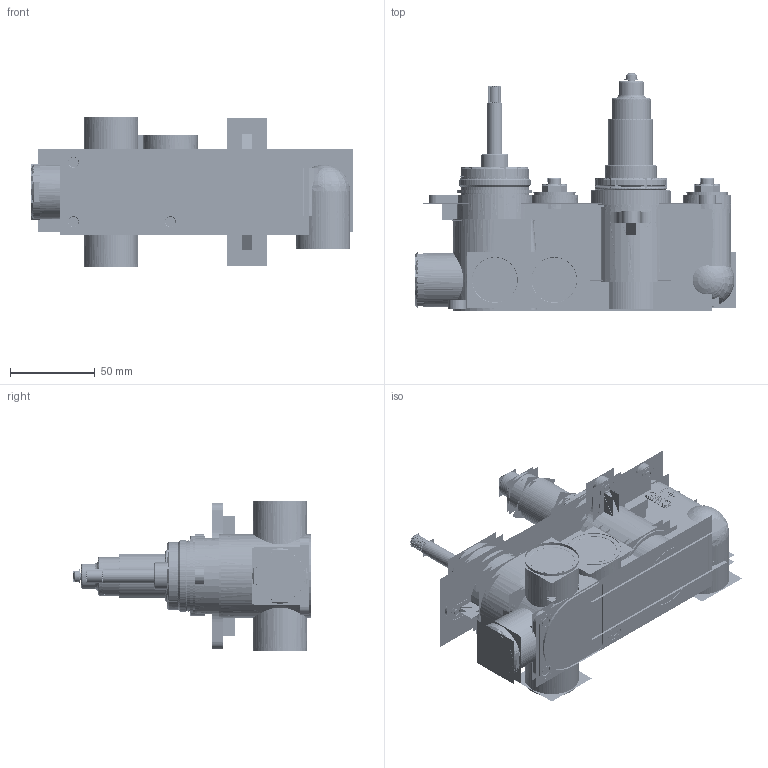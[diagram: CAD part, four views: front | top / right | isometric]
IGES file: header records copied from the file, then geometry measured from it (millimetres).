
Start section:  PTC IGES file: WLBP25X3R+.igs
Global section: file name: WLBP25X3R+.igs; native system: Pro/ENGINEER by Parametric Technology Corporation; preprocessor: 2009360; author: user152; organization: Unknown; date: 20200321.091958; units: millimetre
Bounding box: 189.6 x 140.06 x 88.4 mm (x, y, z)
Volume: 298843.6 mm3; surface area: 1456584.8 mm2
Topology: 44 solids, 85 shells, 5364 faces, 27298 edges, 34499 vertices
Faces by surface type: bspline 2686, revolution 2678
